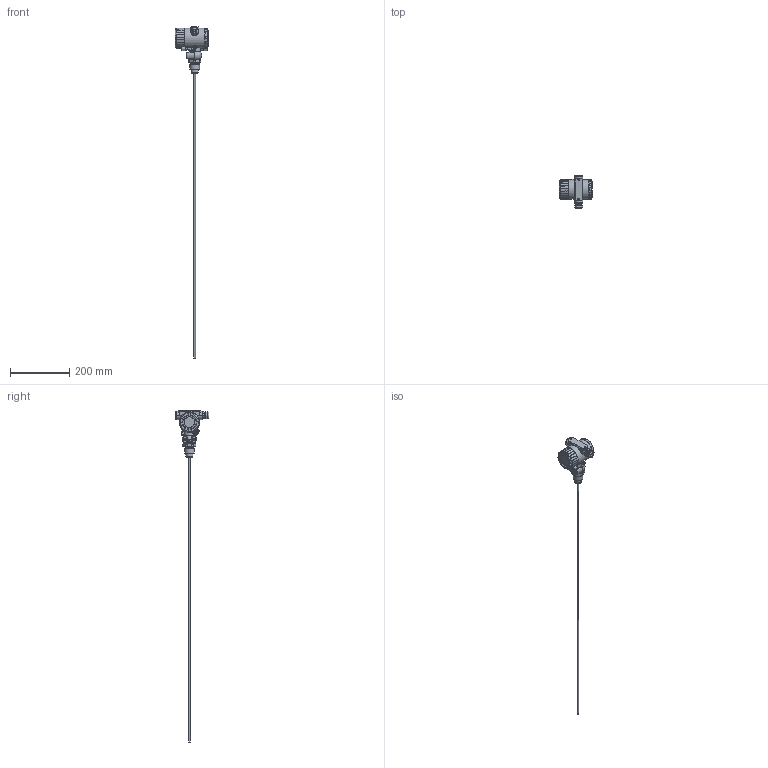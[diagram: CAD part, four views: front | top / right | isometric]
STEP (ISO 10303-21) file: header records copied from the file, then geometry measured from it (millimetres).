
FILE_DESCRIPTION(('STEP AP242'), '1');
FILE_NAME('櫻蠉錪', '', ('UNSPECIFIED'), ('UNSPECIFIED'), 'C3D Converter', 'C3D Toolkit', '');
FILE_SCHEMA(('AP242_MANAGED_MODEL_BASED_3D_ENGINEERING_MIM_LF { 1 0 10303 442 1 1 4 }'));
Length unit declared in the file: millimetre
Bounding box: 113.9 x 114.71 x 1124.79 mm (x, y, z)
Surface area: 79102.4 mm2 (no closed solid volume)
Topology: 0 solids, 121 shells, 546 faces, 3570 edges, 3125 vertices
Faces by surface type: plane 331, cylinder 110, cone 60, torus 21, bspline 20, sphere 4
Full cylindrical faces by diameter (mm): 2.6 x2, 3.3 x4, 4.5 x2, 5 x2, 6 x1, 7 x1, 8 x4, 9 x2, 10 x1, 12 x1, 20 x3, 22 x2, 22.5 x1, 24 x1, 25 x1, 28 x2, 29 x1, 29.5 x1, 33 x1, 36 x1, 68 x2
Entity records: 63103 total; most frequent: CARTESIAN_POINT 35486, ORIENTED_EDGE 4500, EDGE_CURVE 3496, DIRECTION 3410, VERTEX_POINT 3123, B_SPLINE_CURVE_WITH_KNOTS 1548, LINE 1518, VECTOR 1518
